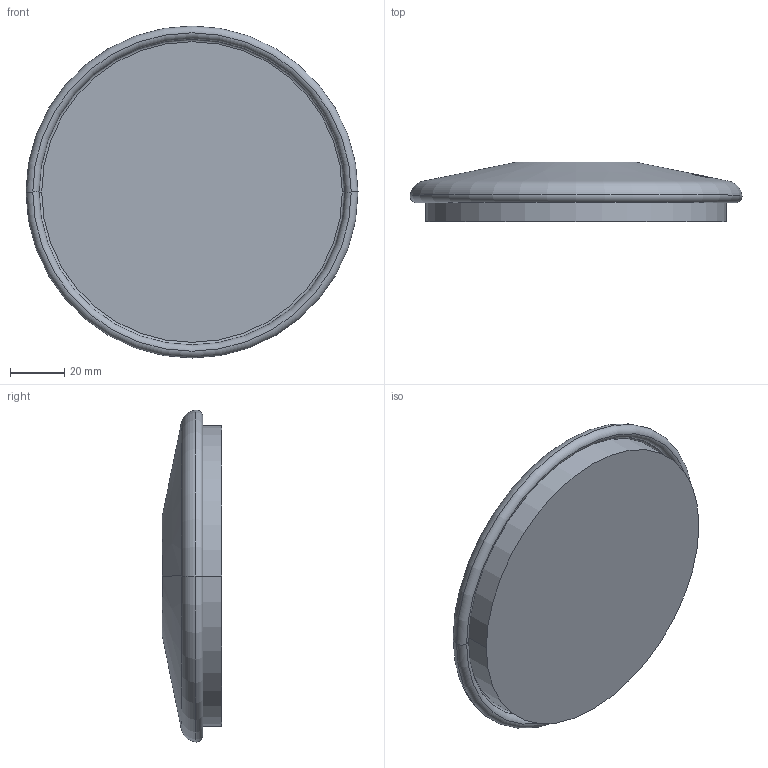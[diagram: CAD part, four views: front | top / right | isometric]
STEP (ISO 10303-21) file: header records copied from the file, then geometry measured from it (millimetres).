
FILE_DESCRIPTION (( 'STEP AP214' ), '1' );
FILE_NAME ('GLR-110-10.step', '2013-08-21T07:59:19', ( 'admin' ), ( '' ), 'SwSTEP 2.0', 'SolidWorks 2012', '' );
FILE_SCHEMA (( 'AUTOMOTIVE_DESIGN' ));
Length unit declared in the file: millimetre
Products named in the file (1): GLR-110-10
Bounding box: 122.71 x 22 x 122.71 mm (x, y, z)
Volume: 192794.4 mm3; surface area: 29669.5 mm2
Topology: 1 solids, 1 shells, 93 faces, 236 edges, 153 vertices
Faces by surface type: plane 41, bspline 31, cone 9, torus 8, cylinder 2, sphere 2
Entity records: 4463 total; most frequent: CARTESIAN_POINT 2414, ORIENTED_EDGE 472, DIRECTION 293, EDGE_CURVE 236, VERTEX_POINT 153, LINE 107, VECTOR 107, EDGE_LOOP 101
